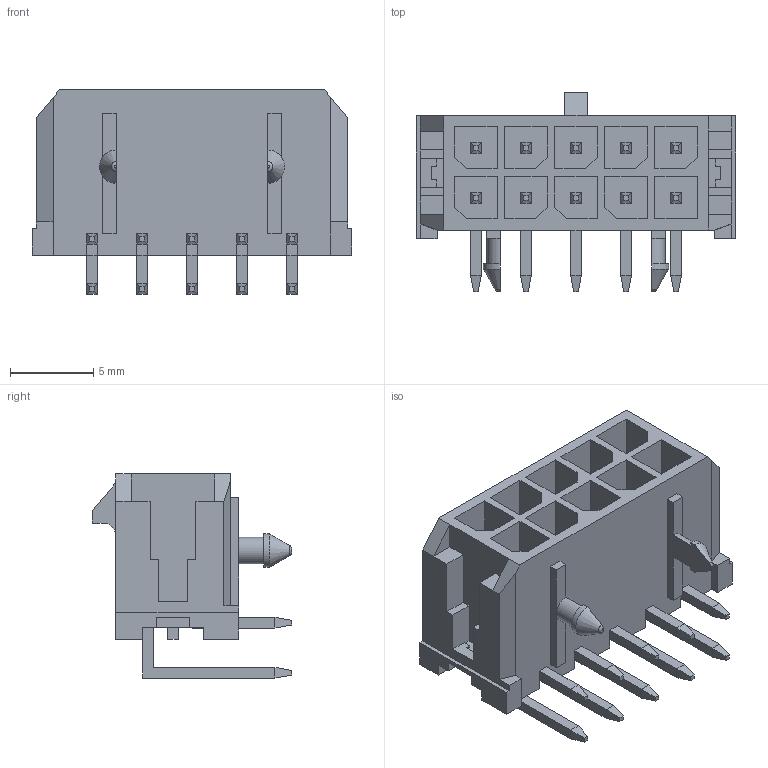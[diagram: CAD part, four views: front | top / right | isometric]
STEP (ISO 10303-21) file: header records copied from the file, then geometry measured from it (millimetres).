
FILE_DESCRIPTION (( 'STEP AP214' ), '1' );
FILE_NAME ('Molex Micro-Fit 3.0 10-pin Right Angle Receptacle 430451000.STEP', '2015-02-20T09:38:40', ( '' ), ( '' ), 'SwSTEP 2.0', 'SolidWorks 2014', '' );
FILE_SCHEMA (( 'AUTOMOTIVE_DESIGN' ));
Length unit declared in the file: inch
Products named in the file (1): Molex Micro-Fit 3.0 10-pin Right Angle Receptacle 430451000
Bounding box: 19.15 x 11.95 x 12.24 mm (x, y, z)
Volume: 787.4 mm3; surface area: 1850.4 mm2
Topology: 1 solids, 1 shells, 488 faces, 1224 edges, 762 vertices
Faces by surface type: plane 477, cylinder 7, cone 2, torus 2
Entity records: 16858 total; most frequent: CARTESIAN_POINT 2475, ORIENTED_EDGE 2448, DIRECTION 2225, EDGE_CURVE 1224, LINE 1201, VECTOR 1201, VERTEX_POINT 762, AXIS2_PLACEMENT_3D 512
